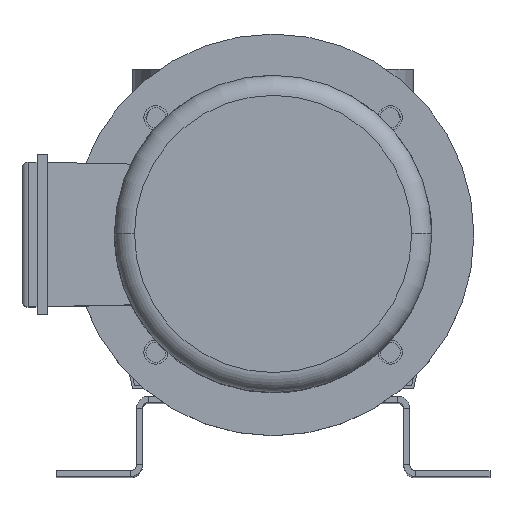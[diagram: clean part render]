
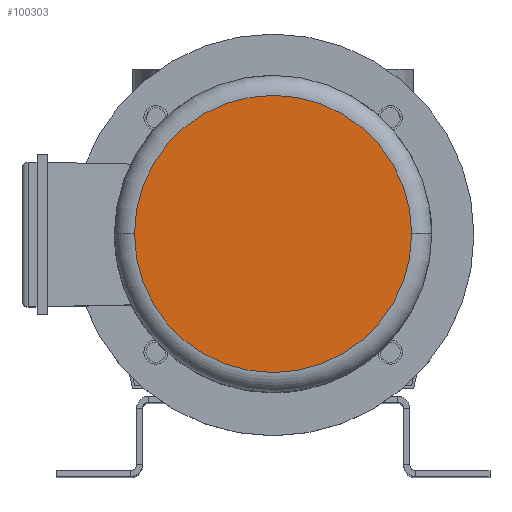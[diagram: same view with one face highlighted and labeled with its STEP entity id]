
A CAD part, top view. The second image highlights one B-rep face of the part: STEP entity #100303.
In plain terms, the highlighted planar face has unit normal (0, 0, 1).
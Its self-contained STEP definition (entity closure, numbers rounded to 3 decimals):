
#6154 = ORIENTED_EDGE ( 'NONE', *, *, #44144, .T. ) ;
#9792 = ORIENTED_EDGE ( 'NONE', *, *, #82947, .T. ) ;
#9986 = VERTEX_POINT ( 'NONE', #55321 ) ;
#18834 = PLANE ( 'NONE',  #57852 ) ;
#26672 = AXIS2_PLACEMENT_3D ( 'NONE', #89719, #108020, #33571 ) ;
#28868 = CIRCLE ( 'NONE', #90961, 69. ) ;
#31624 = DIRECTION ( 'NONE',  ( 1., 0., 0. ) ) ;
#32181 = CARTESIAN_POINT ( 'NONE',  ( 147.61, 266.793, 998.313 ) ) ;
#33571 = DIRECTION ( 'NONE',  ( 1., 0., 0. ) ) ;
#43812 = DIRECTION ( 'NONE',  ( 0., 0., -1. ) ) ;
#44144 = EDGE_CURVE ( 'NONE', #9986, #70539, #28868, .T. ) ;
#48858 = DIRECTION ( 'NONE',  ( 0., 0., 1. ) ) ;
#55321 = CARTESIAN_POINT ( 'NONE',  ( 78.61, 266.793, 998.313 ) ) ;
#57852 = AXIS2_PLACEMENT_3D ( 'NONE', #60492, #43812, #93828 ) ;
#60492 = CARTESIAN_POINT ( 'NONE',  ( 147.61, 266.793, 998.313 ) ) ;
#61060 = FACE_OUTER_BOUND ( 'NONE', #91550, .T. ) ;
#62033 = CARTESIAN_POINT ( 'NONE',  ( 216.61, 266.793, 998.313 ) ) ;
#70539 = VERTEX_POINT ( 'NONE', #62033 ) ;
#82947 = EDGE_CURVE ( 'NONE', #70539, #9986, #88737, .T. ) ;
#88737 = CIRCLE ( 'NONE', #26672, 69. ) ;
#89719 = CARTESIAN_POINT ( 'NONE',  ( 147.61, 266.793, 998.313 ) ) ;
#90961 = AXIS2_PLACEMENT_3D ( 'NONE', #32181, #48858, #31624 ) ;
#91550 = EDGE_LOOP ( 'NONE', ( #9792, #6154 ) ) ;
#93828 = DIRECTION ( 'NONE',  ( 1., 0., 0. ) ) ;
#100303 = ADVANCED_FACE ( 'NONE', ( #61060 ), #18834, .F. ) ;
#108020 = DIRECTION ( 'NONE',  ( 0., 0., 1. ) ) ;
